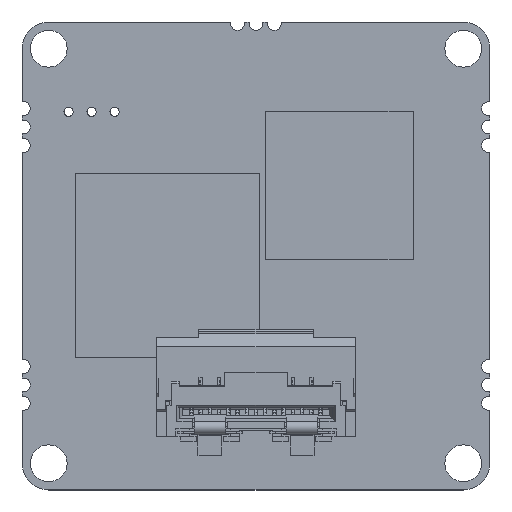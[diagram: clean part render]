
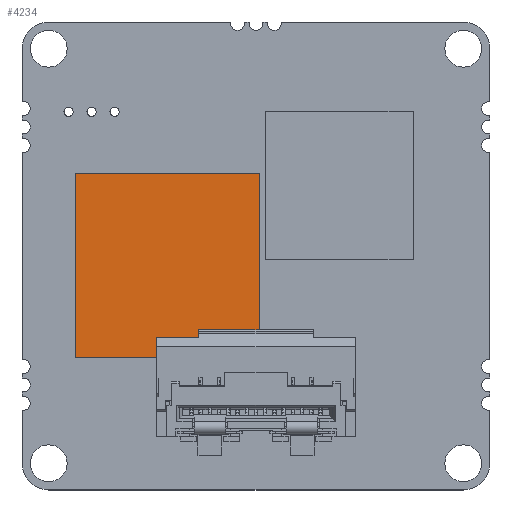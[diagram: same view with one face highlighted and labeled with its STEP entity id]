
A CAD part, top view. The second image highlights one B-rep face of the part: STEP entity #4234.
In plain terms, the highlighted planar face has unit normal (0, 0, 1).
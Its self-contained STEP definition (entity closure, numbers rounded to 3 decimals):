
#4234=ADVANCED_FACE('',(#6800),#5385,.F.);
#5385=PLANE('',#35048);
#6800=FACE_OUTER_BOUND('',#8313,.T.);
#8313=EDGE_LOOP('',(#17515,#17516,#17517,#17518));
#17515=ORIENTED_EDGE('',*,*,#25310,.F.);
#17516=ORIENTED_EDGE('',*,*,#25311,.F.);
#17517=ORIENTED_EDGE('',*,*,#25312,.F.);
#17518=ORIENTED_EDGE('',*,*,#25313,.F.);
#20704=VERTEX_POINT('',#53856);
#20705=VERTEX_POINT('',#53857);
#20706=VERTEX_POINT('',#53859);
#20707=VERTEX_POINT('',#53861);
#25310=EDGE_CURVE('',#20704,#20705,#29184,.T.);
#25311=EDGE_CURVE('',#20706,#20704,#29185,.T.);
#25312=EDGE_CURVE('',#20707,#20706,#29186,.T.);
#25313=EDGE_CURVE('',#20705,#20707,#29187,.T.);
#29184=LINE('',#53855,#33059);
#29185=LINE('',#53858,#33060);
#29186=LINE('',#53860,#33061);
#29187=LINE('',#53862,#33062);
#33059=VECTOR('',#42871,1.);
#33060=VECTOR('',#42872,1.);
#33061=VECTOR('',#42873,1.);
#33062=VECTOR('',#42874,1.);
#35048=AXIS2_PLACEMENT_3D('',#53863,#42875,#42876);
#42871=DIRECTION('',(0.,-1.,0.));
#42872=DIRECTION('',(1.,0.,0.));
#42873=DIRECTION('',(0.,1.,0.));
#42874=DIRECTION('',(-1.,0.,0.));
#42875=DIRECTION('',(0.,0.,-1.));
#42876=DIRECTION('',(-1.,0.,0.));
#53855=CARTESIAN_POINT('',(0.2,4.5,1.03));
#53856=CARTESIAN_POINT('',(0.2,4.5,1.03));
#53857=CARTESIAN_POINT('',(0.2,-5.5,1.03));
#53858=CARTESIAN_POINT('',(-9.8,4.5,1.03));
#53859=CARTESIAN_POINT('',(-9.8,4.5,1.03));
#53860=CARTESIAN_POINT('',(-9.8,-5.5,1.03));
#53861=CARTESIAN_POINT('',(-9.8,-5.5,1.03));
#53862=CARTESIAN_POINT('',(0.2,-5.5,1.03));
#53863=CARTESIAN_POINT('',(-4.8,-0.5,1.03));
